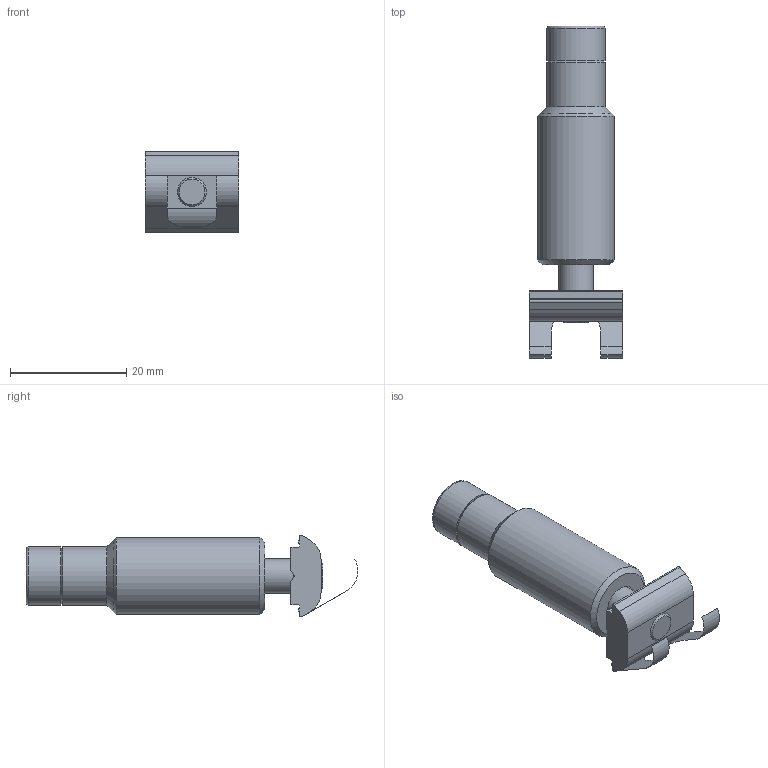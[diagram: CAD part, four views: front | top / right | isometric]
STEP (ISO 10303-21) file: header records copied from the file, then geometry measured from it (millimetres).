
FILE_DESCRIPTION(/* description */ ('Łącznik automatyczny M6x45 do profilu 164545L oraz 165050L'),/* implementation_level */ '2;1');
FILE_NAME(/* name */ '342645.stp',/* time_stamp */ '2022-08-03T09:13:06+02:00',/* author */ ('aluteckkpl_am'),/* organization */ (''),/* preprocessor_version */ 'ST-DEVELOPER v18.1',/* originating_system */ 'Autodesk Inventor 2021',/* authorisation */ '');
FILE_SCHEMA (('CONFIG_CONTROL_DESIGN'));
Length unit declared in the file: millimetre
Products named in the file (1): 342645
Bounding box: 16 x 57.04 x 14 mm (x, y, z)
Volume: 5514 mm3; surface area: 4043.1 mm2
Topology: 1 solids, 2 shells, 83 faces, 227 edges, 151 vertices
Faces by surface type: plane 55, cylinder 21, cone 6, torus 1
Full cylindrical faces by diameter (mm): 6 x1, 6.5 x1, 10 x2, 13.2 x1
Entity records: 2807 total; most frequent: CARTESIAN_POINT 499, DIRECTION 454, ORIENTED_EDGE 440, EDGE_CURVE 226, LINE 154, VECTOR 154, VERTEX_POINT 151, AXIS2_PLACEMENT_3D 150
